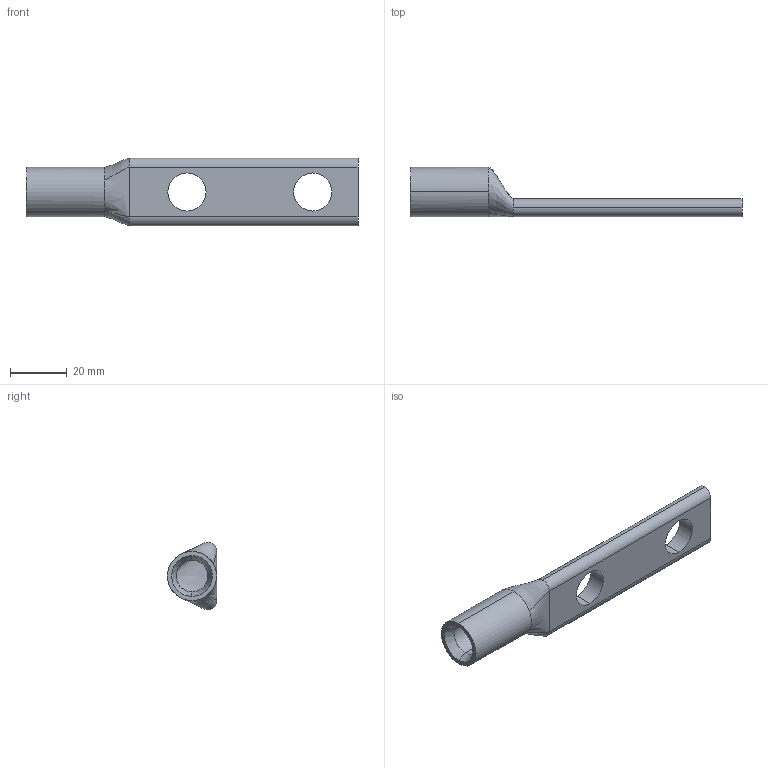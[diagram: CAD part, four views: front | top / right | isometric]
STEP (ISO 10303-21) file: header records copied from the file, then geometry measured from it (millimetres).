
FILE_DESCRIPTION (( 'STEP AP203' ), '1' );
FILE_NAME ('BLUA-2_0D-1.step', '2025-06-17T20:24:39', ( '' ), ( '' ), 'SwSTEP 2.0', 'SolidWorks 2024', '' );
FILE_SCHEMA (( 'CONFIG_CONTROL_DESIGN' ));
Length unit declared in the file: inch
Products named in the file (1): BLUA-2_0D-1
Bounding box: 117.35 x 17.4 x 23.88 mm (x, y, z)
Volume: 14700 mm3; surface area: 8107.9 mm2
Topology: 1 solids, 1 shells, 26 faces, 65 edges, 42 vertices
Faces by surface type: cylinder 11, bspline 8, plane 5, cone 2
Entity records: 1203 total; most frequent: CARTESIAN_POINT 519, ORIENTED_EDGE 130, DIRECTION 117, EDGE_CURVE 65, AXIS2_PLACEMENT_3D 49, VERTEX_POINT 42, EDGE_LOOP 31, CIRCLE 30
